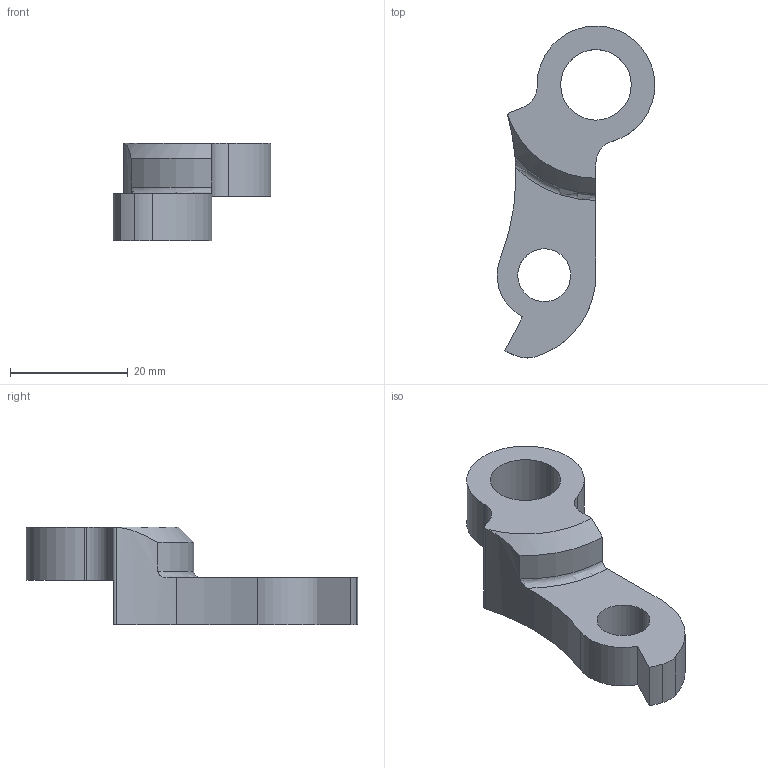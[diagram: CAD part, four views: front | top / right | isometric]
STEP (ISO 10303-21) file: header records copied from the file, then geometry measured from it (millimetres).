
FILE_DESCRIPTION (( 'STEP AP214' ), '1' );
FILE_NAME ('DR4086.STEP', '2019-01-24T17:31:58', ( 'JeffCAD' ), ( 'Microsoft' ), 'SwSTEP 2.0', 'SolidWorks 2018', '' );
FILE_SCHEMA (( 'AUTOMOTIVE_DESIGN' ));
Length unit declared in the file: inch
Products named in the file (1): DR4086
Bounding box: 26.78 x 56.39 x 16.64 mm (x, y, z)
Volume: 6164.2 mm3; surface area: 3459 mm2
Topology: 1 solids, 1 shells, 34 faces, 96 edges, 64 vertices
Faces by surface type: cylinder 22, plane 10, cone 1, torus 1
Entity records: 1192 total; most frequent: CARTESIAN_POINT 216, DIRECTION 212, ORIENTED_EDGE 192, EDGE_CURVE 96, AXIS2_PLACEMENT_3D 84, VERTEX_POINT 64, CIRCLE 49, VECTOR 44
